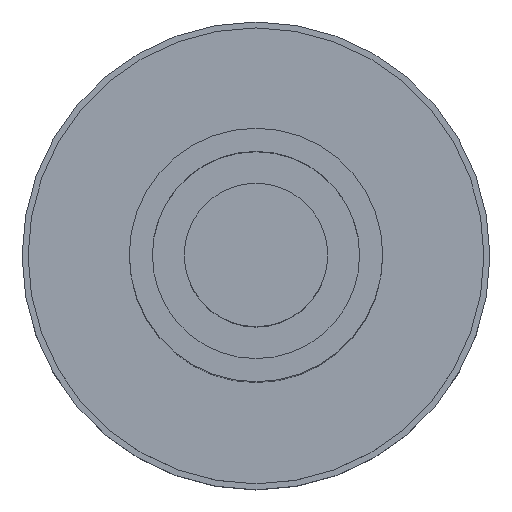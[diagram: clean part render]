
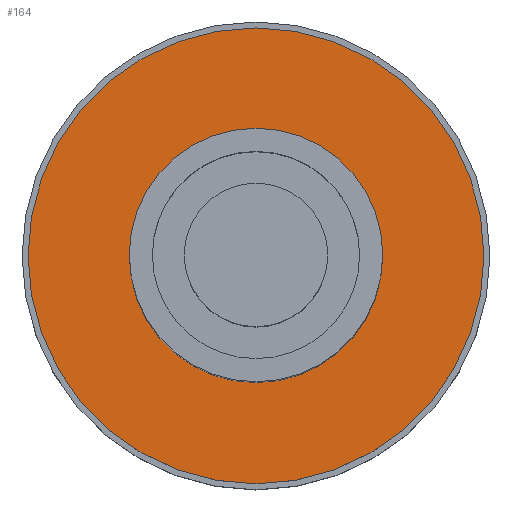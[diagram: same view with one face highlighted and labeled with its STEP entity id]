
A CAD part, top view. The second image highlights one B-rep face of the part: STEP entity #164.
In plain terms, the highlighted planar face has unit normal (0, 0, 1).
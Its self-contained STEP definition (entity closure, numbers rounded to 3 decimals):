
#36=FACE_BOUND('',#65,.T.);
#48=FACE_OUTER_BOUND('',#64,.T.);
#64=EDGE_LOOP('',(#139));
#65=EDGE_LOOP('',(#140));
#77=CIRCLE('',#197,15.9);
#78=CIRCLE('',#200,28.6);
#89=VERTEX_POINT('',#292);
#90=VERTEX_POINT('',#297);
#105=EDGE_CURVE('',#89,#89,#77,.T.);
#106=EDGE_CURVE('',#90,#90,#78,.T.);
#139=ORIENTED_EDGE('',*,*,#106,.T.);
#140=ORIENTED_EDGE('',*,*,#105,.T.);
#152=PLANE('',#202);
#164=ADVANCED_FACE('',(#48,#36),#152,.T.);
#197=AXIS2_PLACEMENT_3D('',#294,#244,#245);
#200=AXIS2_PLACEMENT_3D('',#298,#250,#251);
#202=AXIS2_PLACEMENT_3D('',#302,#255,#256);
#244=DIRECTION('center_axis',(0.,0.,-1.));
#245=DIRECTION('ref_axis',(-1.,0.,0.));
#250=DIRECTION('center_axis',(0.,0.,1.));
#251=DIRECTION('ref_axis',(-1.,0.,0.));
#255=DIRECTION('center_axis',(0.,0.,1.));
#256=DIRECTION('ref_axis',(-1.,0.,0.));
#292=CARTESIAN_POINT('',(58.8,270.,85.7));
#294=CARTESIAN_POINT('Origin',(42.9,270.,85.7));
#297=CARTESIAN_POINT('',(71.5,270.,85.7));
#298=CARTESIAN_POINT('Origin',(42.9,270.,85.7));
#302=CARTESIAN_POINT('Origin',(42.9,270.,85.7));
